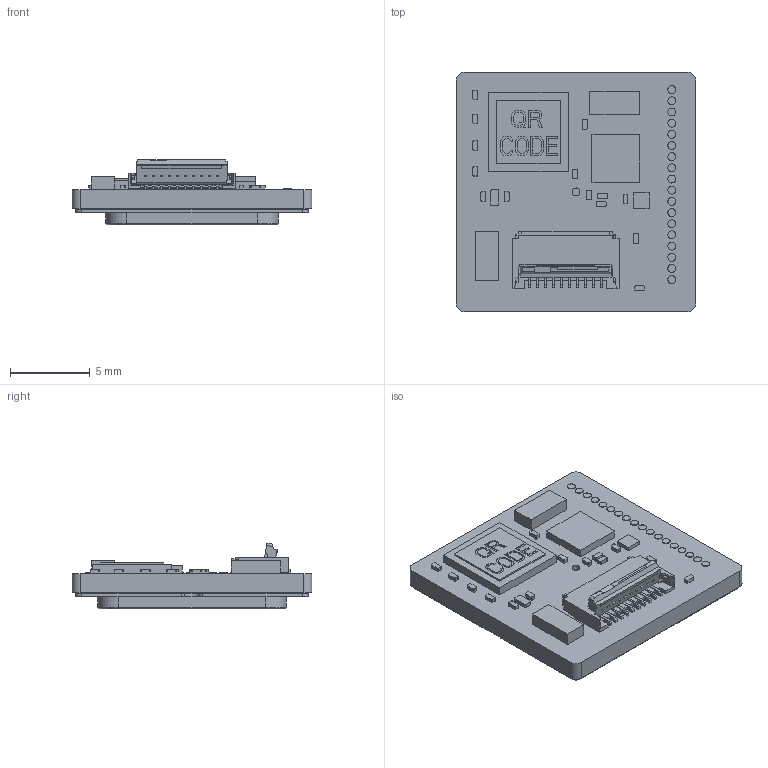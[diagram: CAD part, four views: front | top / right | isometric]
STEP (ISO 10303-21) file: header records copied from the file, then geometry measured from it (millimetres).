
FILE_DESCRIPTION((''),'2;1');
FILE_NAME('BM_LITE_ASSY_180829_2_ASM','2018-09-17T',('user'),(''),'CREO PARAMETRIC BY PTC INC, 2016130','CREO PARAMETRIC BY PTC INC, 2016130','');
FILE_SCHEMA(('CONFIG_CONTROL_DESIGN'));
Length unit declared in the file: millimetre
Products named in the file (49): 2D_1_1_1_1_1_1_1_1_1_1_1_1_1_1_; PRT0003_1_1_1_1_1_1_1_1_1_1_1_1; PRT0003_1_2_1_1_1_1_1_1_1_1_1_1; PRT0003_1_3_1_1_1_1_1_1_1_1_1_1; PRT0003_1_7_1_1_1_1_1_1_1_1_1_1; PRT0003_1_11_1_1_1_1_1_1_1_1_1_; PRT0003_1_13_1_1_1_1_1_1_1_1_1_; PRT0003_1_14_1_1_1_1_1_1_1_1_1_; PRT0003_1_15_1_1_1_1_1_1_1_1_1_; PRT0003_1_16_1_1_1_1_1_1_1_1_1_; PRT0003_1_17_1_1_1_1_1_1_1_1_1_; PRT0003_1_18_1_1_1_1_1_1_1_1_1_; PRT0003_1_19_1_1_1_1_1_1_1_1_1_; PRT0003_1_20_1_1_1_1_1_1_1_1_1_; TP_POINT_1_ASM_1_ASM_1_1_1_1_1_; PART555_1_1_1_1_1_1_1_1_1_1_1_1; PART555_1_19_1_1_1_1_1_1_1_1_1_; PART555_1_20_1_1_1_1_1_1_1_1_1_; PART555_1_21_1_1_1_1_1_1_1_1_1_; PART555_1_22_1_1_1_1_1_1_1_1_1_; PART555_1_23_1_1_1_1_1_1_1_1_1_; PART555_1_24_1_1_1_1_1_1_1_1_1_; PART555_1_25_1_1_1_1_1_1_1_1_1_; PART555_1_ASM_1_ASM_1_ASM_1_ASM_ASM; PRT0003_1_ASM_1_ASM_1_ASM_1_ASM_ASM; CHIP_ASM_1_ASM_1_ASM_1_ASM_1_AS_ASM; QR_1_1_1_1_1_1_1_1_1_1_1_1_1; 5034801000_1_1_1_1_1_1_1; MCU_1_ASM_1_ASM_1_ASM_1_ASM_1_A_ASM; BEZEL_1_1_1_1_1_1_1_1_1_1_1_1_1; LGA_1_1_1_1_1_1_1_1_1_1_1_1_1_1; COATING_1_1_1_1_1_1_1_1_1_1_1_1; ASM0003_ASM_1_ASM_1_ASM_1_ASM_2_ASM; BM_LITE_ASSY_180419_2_ASM_1_ASM_ASM; BM_LITE_ASSY_180508_ASM_1_ASM_1_ASM; BM_LITE_ASSY_180601_ASM_1_ASM_1_ASM; BM_LITE_ASSY_180605_ASM_1_ASM_1_ASM; BM_LITE_ASSY_180608_ASM_1_ASM_1_ASM; BM_LITE_ASSY_180612_ASM_1_ASM_1_ASM; ASM0004_ASM_1_ASM_1_ASM_1_ASM_1_ASM ...
Assembly tree (65 placements, depth 21):
  BM_LITE_ASSY_180829_2_ASM
    BM_LITE_ASSY_180829_ASM_1_ASM
      BM_LITE_ASSY_180802_ASM_1_ASM_1_ASM
        BM_LITE_ASSY_180725_ASM_1_ASM_1_ASM
          BM_LITE_ASSY_180724_ASM_1_ASM_1_ASM
            BM_LITE_ASSY_CONNECTOR_ROTATION_ASM
              BM_LITE_ASSY_CONNECTOR_ROTATI_2_ASM
                BM_LITE_ASSY_CONNECTOR_ROTATI_1_ASM
                  ASM0004_ASM_1_ASM_1_ASM_1_ASM_1_ASM
        PRT0001_1_1
Bounding box: 15 x 15 x 4.13 mm (x, y, z)
Volume: 418.7 mm3; surface area: 1561.2 mm2
Topology: 44 solids, 44 shells, 1099 faces, 2838 edges, 1880 vertices
Faces by surface type: plane 907, cylinder 176, torus 8, cone 8
Entity records: 33074 total; most frequent: CARTESIAN_POINT 5766, ORIENTED_EDGE 5472, DIRECTION 5462, EDGE_CURVE 2736, VECTOR 2424, LINE 2424, VERTEX_POINT 1812, AXIS2_PLACEMENT_3D 1519
